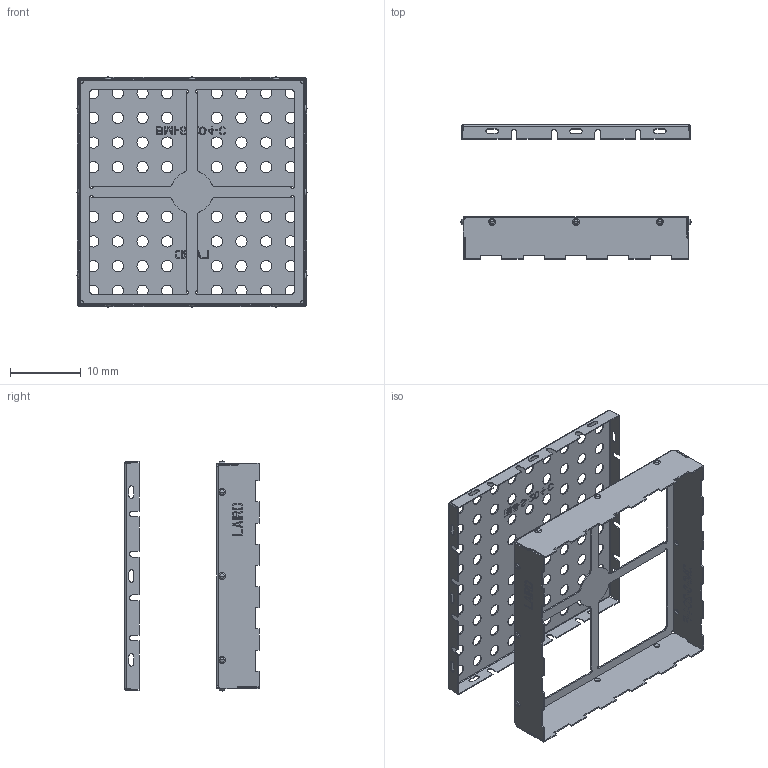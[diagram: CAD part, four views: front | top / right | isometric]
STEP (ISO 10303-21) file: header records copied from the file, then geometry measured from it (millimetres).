
FILE_DESCRIPTION (( 'STEP AP214' ), '1' );
FILE_NAME ('Laird-DEFAULT.STEP', '2010-11-08T11:45:51', ( 'sysAdmin' ), ( 'SolidWorks' ), 'SwSTEP 2.0', 'SolidWorks 2011', '' );
FILE_SCHEMA (( 'AUTOMOTIVE_DESIGN' ));
Products named in the file (3): Laird-DEFAULT; Laird-DEFAULT_Laird-BMI-S-204-F  and  BMI-S-204-C_BMI-S-204-C; Laird-DEFAULT_Laird-BMI-S-204-F  and  BMI-S-204-C_BMI-S-204-F
Assembly tree (2 placements, depth 2):
  Laird-DEFAULT
    Laird-DEFAULT_Laird-BMI-S-204-F  and  BMI-S-204-C_BMI-S-204-C
    Laird-DEFAULT_Laird-BMI-S-204-F  and  BMI-S-204-C_BMI-S-204-F
Bounding box: 32.61 x 19 x 32.61 mm (x, y, z)
Volume: 338.5 mm3; surface area: 4345.2 mm2
Topology: 2 solids, 2 shells, 1385 faces, 3829 edges, 2518 vertices
Faces by surface type: plane 894, cylinder 355, bspline 76, cone 60
Entity records: 45653 total; most frequent: CARTESIAN_POINT 9427, ORIENTED_EDGE 7658, DIRECTION 7217, EDGE_CURVE 3829, LINE 2929, VECTOR 2929, VERTEX_POINT 2518, AXIS2_PLACEMENT_3D 2144
